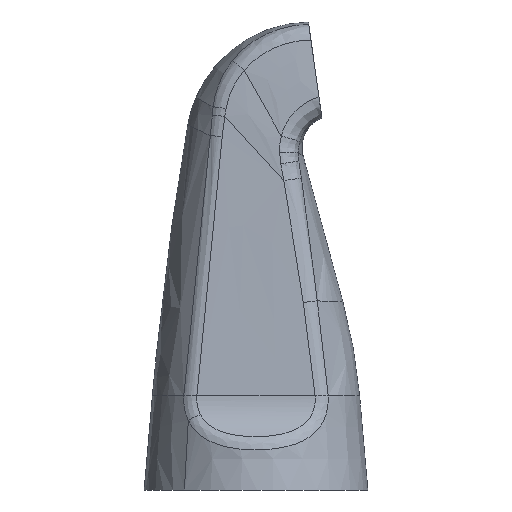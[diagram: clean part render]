
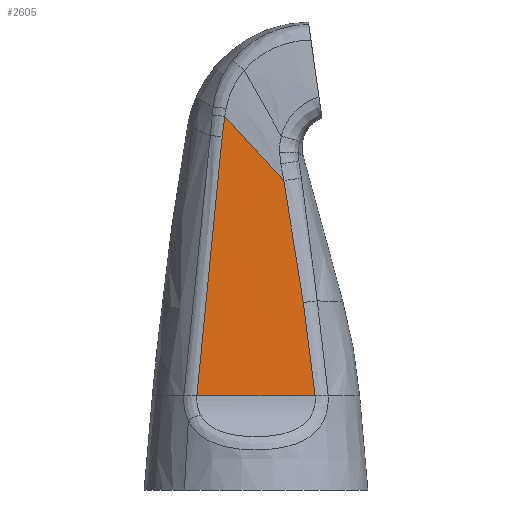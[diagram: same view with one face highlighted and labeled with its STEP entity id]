
A CAD part, left-side view. The second image highlights one B-rep face of the part: STEP entity #2605.
In plain terms, the highlighted free-form (B-spline) face has degree [3, 3] with [4, 4] control points.
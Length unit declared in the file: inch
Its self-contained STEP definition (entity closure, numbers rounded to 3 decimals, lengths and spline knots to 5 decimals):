
#491=CARTESIAN_POINT('',(-0.845,-0.62753,
1.));
#507=CARTESIAN_POINT('',(-0.845,0.62764,
0.99999));
#548=CARTESIAN_POINT('',(-0.64247,0.35876,
3.75227));
#549=CARTESIAN_POINT('',(-0.65651,0.3792,
3.55866));
#550=CARTESIAN_POINT('',(-0.68605,0.42087,
3.15408));
#551=CARTESIAN_POINT('',(-0.73441,0.48614,
2.49646));
#552=CARTESIAN_POINT('',(-0.78698,0.55463,
1.78435));
#553=CARTESIAN_POINT('',(-0.82517,0.60302,
1.26808));
#554=CARTESIAN_POINT('',(-0.845,0.62764,
0.99999));
#579=CARTESIAN_POINT('',(-0.62721,0.33164,
3.96741));
#580=CARTESIAN_POINT('',(-0.62842,0.33424,
3.9499));
#581=CARTESIAN_POINT('',(-0.63077,0.33902,
3.91609));
#582=CARTESIAN_POINT('',(-0.63408,0.34519,
3.86925));
#583=CARTESIAN_POINT('',(-0.63714,0.35049,
3.82623));
#584=CARTESIAN_POINT('',(-0.63996,0.35502,
3.78702));
#585=CARTESIAN_POINT('',(-0.64166,0.35758,
3.76343));
#586=CARTESIAN_POINT('',(-0.64247,0.35876,
3.75227));
#748=CARTESIAN_POINT('',(-0.78071,-0.50204,
1.99095));
#749=CARTESIAN_POINT('',(-0.79023,-0.52362,
1.84353));
#750=CARTESIAN_POINT('',(-0.81049,-0.56566,
1.53073));
#751=CARTESIAN_POINT('',(-0.83312,-0.6073,
1.18273));
#752=CARTESIAN_POINT('',(-0.845,-0.62753,
1.));
#775=DIRECTION('',(0.,1.,0.));
#776=VECTOR('',#775,1.25517);
#777=CARTESIAN_POINT('',(-0.845,-0.62753,
1.));
#778=LINE('',#777,#776);
#782=CARTESIAN_POINT('',(-0.62721,0.33164,
3.96741));
#783=CARTESIAN_POINT('',(-0.65999,0.12272,
3.74115));
#784=CARTESIAN_POINT('',(-0.68352,-0.08641,
3.5133));
#785=CARTESIAN_POINT('',(-0.6977,-0.29562,
3.28494));
#1018=CARTESIAN_POINT('',(-0.6977,-0.29562,
3.28494));
#1019=CARTESIAN_POINT('',(-0.70579,-0.31778,
3.15889));
#1020=CARTESIAN_POINT('',(-0.72264,-0.3627,
2.89508));
#1021=CARTESIAN_POINT('',(-0.74989,-0.43076,
2.46924));
#1022=CARTESIAN_POINT('',(-0.77013,-0.47806,
2.15489));
#1023=CARTESIAN_POINT('',(-0.78071,-0.50204,
1.99095));
#1051=CARTESIAN_POINT('',(-0.6977,-0.29562,
3.28494));
#1498=CARTESIAN_POINT('',(-0.62721,0.33164,
3.96741));
#1542=VERTEX_POINT('',#1498);
#1544=VERTEX_POINT('',#586);
#1553=VERTEX_POINT('',#1051);
#1555=VERTEX_POINT('',#1023);
#1559=VERTEX_POINT('',#507);
#1562=VERTEX_POINT('',#491);
#2577=CARTESIAN_POINT('',(-0.61809,0.35543,
4.0592));
#2578=CARTESIAN_POINT('',(-0.69521,0.45218,
3.01947));
#2579=CARTESIAN_POINT('',(-0.77233,0.54894,
1.97974));
#2580=CARTESIAN_POINT('',(-0.84945,0.64569,
0.94002));
#2581=CARTESIAN_POINT('',(-0.6607,0.09939,
3.77282));
#2582=CARTESIAN_POINT('',(-0.72334,0.13816,
2.83042));
#2583=CARTESIAN_POINT('',(-0.78598,0.17693,
1.88803));
#2584=CARTESIAN_POINT('',(-0.84861,0.2157,
0.94563));
#2585=CARTESIAN_POINT('',(-0.68879,-0.15701,
3.48386));
#2586=CARTESIAN_POINT('',(-0.74188,-0.1761,
2.63967));
#2587=CARTESIAN_POINT('',(-0.79497,-0.1952,
1.79549));
#2588=CARTESIAN_POINT('',(-0.84806,-0.21429,
0.9513));
#2589=CARTESIAN_POINT('',(-0.70212,-0.41347,
3.19445));
#2590=CARTESIAN_POINT('',(-0.75068,-0.49041,
2.44862));
#2591=CARTESIAN_POINT('',(-0.79924,-0.56734,
1.7028));
#2592=CARTESIAN_POINT('',(-0.8478,-0.64428,
0.95697));
#2593=B_SPLINE_SURFACE_WITH_KNOTS('',3,3,((#2577,#2578,#2579,#2580),(#2581,
#2582,#2583,#2584),(#2585,#2586,#2587,#2588),(#2589,#2590,#2591,#2592)),
.UNSPECIFIED.,.F.,.F.,.F.,(4,4),(4,4),(0.04554,0.95427),(
0.30445,1.01364),.UNSPECIFIED.);
#2595=ORIENTED_EDGE('',*,*,#2594,.T.);
#2596=ORIENTED_EDGE('',*,*,#2242,.F.);
#2597=ORIENTED_EDGE('',*,*,#2284,.F.);
#2599=ORIENTED_EDGE('',*,*,#2598,.T.);
#2601=ORIENTED_EDGE('',*,*,#2600,.T.);
#2602=ORIENTED_EDGE('',*,*,#2569,.T.);
#2603=EDGE_LOOP('',(#2595,#2596,#2597,#2599,#2601,#2602));
#2604=FACE_OUTER_BOUND('',#2603,.F.);
#555=B_SPLINE_CURVE_WITH_KNOTS('',3,(#548,#549,#550,#551,#552,#553,#554),
.UNSPECIFIED.,.F.,.F.,(4,1,1,1,4),(0.,0.25,0.5,0.75,1.),
.UNSPECIFIED.);
#587=B_SPLINE_CURVE_WITH_KNOTS('',3,(#579,#580,#581,#582,#583,#584,#585,#586),
.UNSPECIFIED.,.F.,.F.,(4,1,1,1,1,4),(0.,0.2,0.4,0.6,0.8,1.),
.UNSPECIFIED.);
#753=B_SPLINE_CURVE_WITH_KNOTS('',3,(#748,#749,#750,#751,#752),.UNSPECIFIED.,
.F.,.F.,(4,1,4),(0.,0.5,1.),.UNSPECIFIED.);
#786=B_SPLINE_CURVE_WITH_KNOTS('',3,(#782,#783,#784,#785),.UNSPECIFIED.,.F.,.F.,
(4,4),(0.,1.),.UNSPECIFIED.);
#1024=B_SPLINE_CURVE_WITH_KNOTS('',3,(#1018,#1019,#1020,#1021,#1022,#1023),
.UNSPECIFIED.,.F.,.F.,(4,1,1,4),(0.,0.33333,0.66667,1.),
.UNSPECIFIED.);
#2242=EDGE_CURVE('',#1544,#1559,#555,.T.);
#2284=EDGE_CURVE('',#1542,#1544,#587,.T.);
#2569=EDGE_CURVE('',#1555,#1562,#753,.T.);
#2594=EDGE_CURVE('',#1562,#1559,#778,.T.);
#2598=EDGE_CURVE('',#1542,#1553,#786,.T.);
#2600=EDGE_CURVE('',#1553,#1555,#1024,.T.);
#2605=ADVANCED_FACE('',(#2604),#2593,.F.);
